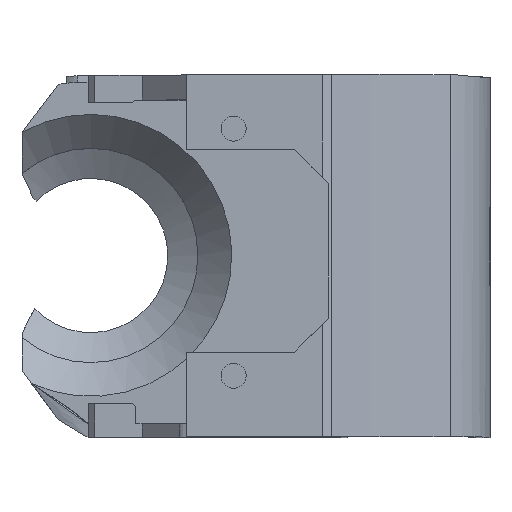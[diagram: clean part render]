
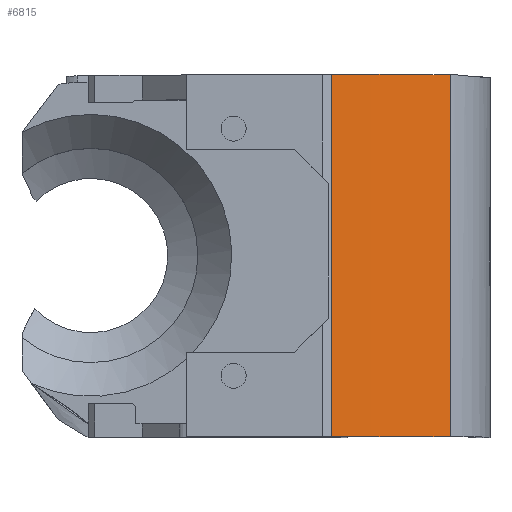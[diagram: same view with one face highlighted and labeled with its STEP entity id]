
A CAD part, top view. The second image highlights one B-rep face of the part: STEP entity #6815.
In plain terms, the highlighted cylindrical face has radius 640 mm (diameter 1280 mm), a partial arc.
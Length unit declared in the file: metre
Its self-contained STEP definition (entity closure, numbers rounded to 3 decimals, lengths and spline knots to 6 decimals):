
#869=FACE_OUTER_BOUND('',#1274,.T.);
#1274=EDGE_LOOP('',(#5269,#5270,#5271,#5272));
#1747=LINE('',#12166,#2277);
#1801=LINE('',#12945,#2331);
#2277=VECTOR('',#7896,0.01);
#2331=VECTOR('',#8042,1.);
#2660=CIRCLE('',#7175,0.64);
#2680=CIRCLE('',#7244,0.64);
#2965=VERTEX_POINT('',#10578);
#2966=VERTEX_POINT('',#10580);
#3075=VERTEX_POINT('',#12165);
#3115=VERTEX_POINT('',#12658);
#3689=EDGE_CURVE('',#2965,#2966,#2660,.F.);
#3835=EDGE_CURVE('',#2966,#3075,#1747,.T.);
#3907=EDGE_CURVE('',#3075,#3115,#2680,.F.);
#3962=EDGE_CURVE('',#2965,#3115,#1801,.T.);
#5269=ORIENTED_EDGE('',*,*,#3907,.F.);
#5270=ORIENTED_EDGE('',*,*,#3835,.F.);
#5271=ORIENTED_EDGE('',*,*,#3689,.F.);
#5272=ORIENTED_EDGE('',*,*,#3962,.T.);
#6670=CYLINDRICAL_SURFACE('',#7253,0.64);
#6815=ADVANCED_FACE('',(#869),#6670,.F.);
#7175=AXIS2_PLACEMENT_3D('',#10581,#7767,#7768);
#7244=AXIS2_PLACEMENT_3D('',#12659,#8006,#8007);
#7253=AXIS2_PLACEMENT_3D('',#12944,#8040,#8041);
#7767=DIRECTION('center_axis',(0.,1.,0.));
#7768=DIRECTION('ref_axis',(-0.624,0.,-0.781));
#7896=DIRECTION('',(0.,-1.,0.));
#8006=DIRECTION('center_axis',(0.,-1.,0.));
#8007=DIRECTION('ref_axis',(-0.624,0.,-0.781));
#8040=DIRECTION('center_axis',(0.,-1.,0.));
#8041=DIRECTION('ref_axis',(-0.624,0.,-0.781));
#8042=DIRECTION('',(0.,-1.,0.));
#10578=CARTESIAN_POINT('',(0.045717,0.1815,0.023283));
#10580=CARTESIAN_POINT('',(0.063252,0.1815,0.009768));
#10581=CARTESIAN_POINT('Origin',(0.44512,0.1815,0.52336));
#12165=CARTESIAN_POINT('',(0.063252,0.128,0.009768));
#12166=CARTESIAN_POINT('',(0.063252,0.13,0.009768));
#12658=CARTESIAN_POINT('',(0.045717,0.128,0.023283));
#12659=CARTESIAN_POINT('Origin',(0.44512,0.128,0.52336));
#12944=CARTESIAN_POINT('Origin',(0.44512,0.13,0.52336));
#12945=CARTESIAN_POINT('',(0.045717,0.13,0.023283));
